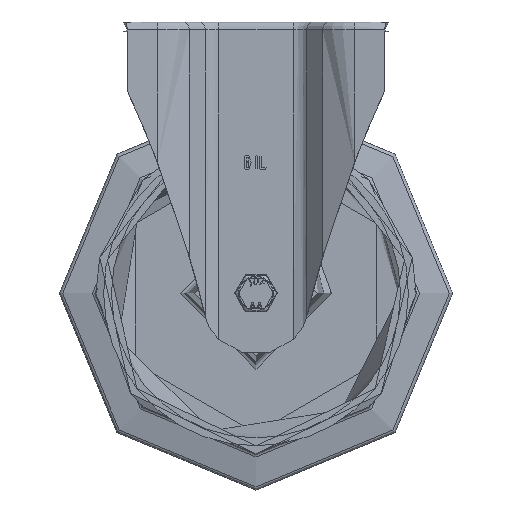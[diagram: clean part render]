
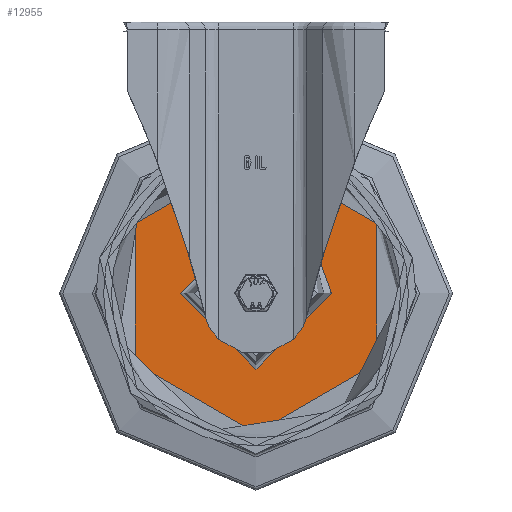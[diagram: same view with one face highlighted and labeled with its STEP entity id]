
A CAD part, front view. The second image highlights one B-rep face of the part: STEP entity #12955.
In plain terms, the highlighted face is planar.
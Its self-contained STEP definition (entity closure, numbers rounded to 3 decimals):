
#369=FACE_BOUND('',#2553,.T.);
#743=PLANE('',#14142);
#1747=FACE_OUTER_BOUND('',#2552,.T.);
#2552=EDGE_LOOP('',(#9713));
#2553=EDGE_LOOP('',(#9714));
#5125=CIRCLE('',#14111,71.);
#5145=CIRCLE('',#14140,38.498);
#5791=VERTEX_POINT('',#19787);
#5809=VERTEX_POINT('',#19841);
#7245=EDGE_CURVE('',#5791,#5791,#5125,.T.);
#7271=EDGE_CURVE('',#5809,#5809,#5145,.T.);
#9713=ORIENTED_EDGE('',*,*,#7245,.F.);
#9714=ORIENTED_EDGE('',*,*,#7271,.F.);
#12955=ADVANCED_FACE('',(#1747,#369),#743,.T.);
#14111=AXIS2_PLACEMENT_3D('',#19789,#15973,#15974);
#14140=AXIS2_PLACEMENT_3D('',#19842,#16037,#16038);
#14142=AXIS2_PLACEMENT_3D('',#19844,#16041,#16042);
#15973=DIRECTION('center_axis',(1.,0.,0.));
#15974=DIRECTION('ref_axis',(0.,1.,0.));
#16037=DIRECTION('center_axis',(-1.,0.,0.));
#16038=DIRECTION('ref_axis',(0.,-1.,0.));
#16041=DIRECTION('center_axis',(-1.,0.,0.));
#16042=DIRECTION('ref_axis',(0.,-1.,0.));
#19787=CARTESIAN_POINT('',(-4.,0.,71.));
#19789=CARTESIAN_POINT('Origin',(-4.,0.,0.));
#19841=CARTESIAN_POINT('',(-4.,0.,38.498));
#19842=CARTESIAN_POINT('Origin',(-4.,0.,
0.));
#19844=CARTESIAN_POINT('Origin',(-4.,53.,0.));
